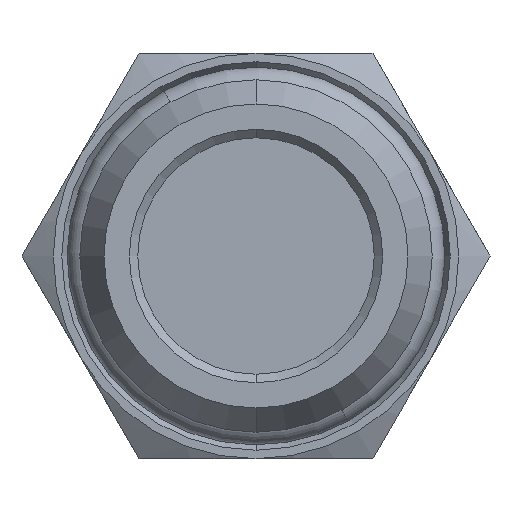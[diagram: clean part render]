
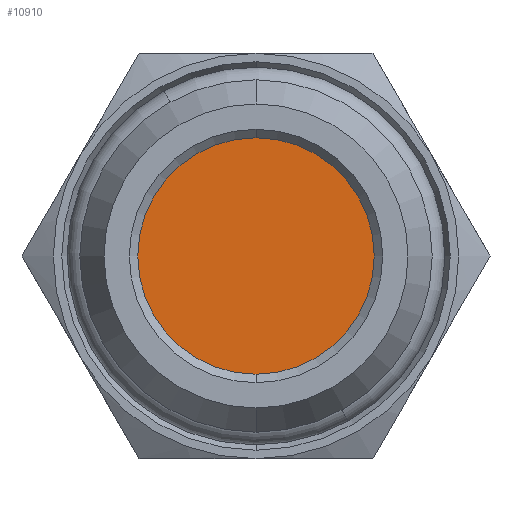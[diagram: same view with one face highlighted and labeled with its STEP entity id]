
A CAD part, front view. The second image highlights one B-rep face of the part: STEP entity #10910.
In plain terms, the highlighted planar face has unit normal (0, -1, 0).
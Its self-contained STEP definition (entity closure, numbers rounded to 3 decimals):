
#258 = EDGE_LOOP ( 'NONE', ( #8844, #8845 ) ) ;
#5536 = VERTEX_POINT ( 'NONE', #9044 ) ;
#5550 = VERTEX_POINT ( 'NONE', #9057 ) ;
#5700 = CARTESIAN_POINT ( 'NONE',  ( 0., 1.822, 0. ) ) ;
#5701 = DIRECTION ( 'NONE',  ( 0., 1., 0. ) ) ;
#5702 = DIRECTION ( 'NONE',  ( 1., 0., 0. ) ) ;
#6030 = FACE_OUTER_BOUND ( 'NONE', #258, .T. ) ;
#6166 = CIRCLE ( 'NONE', #20409, 7. ) ;
#6262 = CIRCLE ( 'NONE', #20455, 7. ) ;
#6504 = CARTESIAN_POINT ( 'NONE',  ( 0., 1.822, 0. ) ) ;
#6505 = DIRECTION ( 'NONE',  ( 0., 1., 0. ) ) ;
#6506 = DIRECTION ( 'NONE',  ( 1., 0., 0. ) ) ;
#8548 = AXIS2_PLACEMENT_3D ( 'NONE', #22654, #22655, #22656 ) ;
#8844 = ORIENTED_EDGE ( 'NONE', *, *, #19939, .F. ) ;
#8845 = ORIENTED_EDGE ( 'NONE', *, *, #16931, .F. ) ;
#9044 = CARTESIAN_POINT ( 'NONE',  ( 0., 1.822, -7. ) ) ;
#9057 = CARTESIAN_POINT ( 'NONE',  ( 0., 1.822, 7. ) ) ;
#10910 = ADVANCED_FACE ( 'NONE', ( #6030 ), #22646, .T. ) ;
#16931 = EDGE_CURVE ( 'NONE', #5550, #5536, #6166, .T. ) ;
#19939 = EDGE_CURVE ( 'NONE', #5536, #5550, #6262, .T. ) ;
#20409 = AXIS2_PLACEMENT_3D ( 'NONE', #6504, #6505, #6506 ) ;
#20455 = AXIS2_PLACEMENT_3D ( 'NONE', #5700, #5701, #5702 ) ;
#22646 = PLANE ( 'NONE',  #8548 ) ;
#22654 = CARTESIAN_POINT ( 'NONE',  ( 0., 1.822, 0. ) ) ;
#22655 = DIRECTION ( 'NONE',  ( 0., -1., 0. ) ) ;
#22656 = DIRECTION ( 'NONE',  ( 1., 0., 0. ) ) ;
